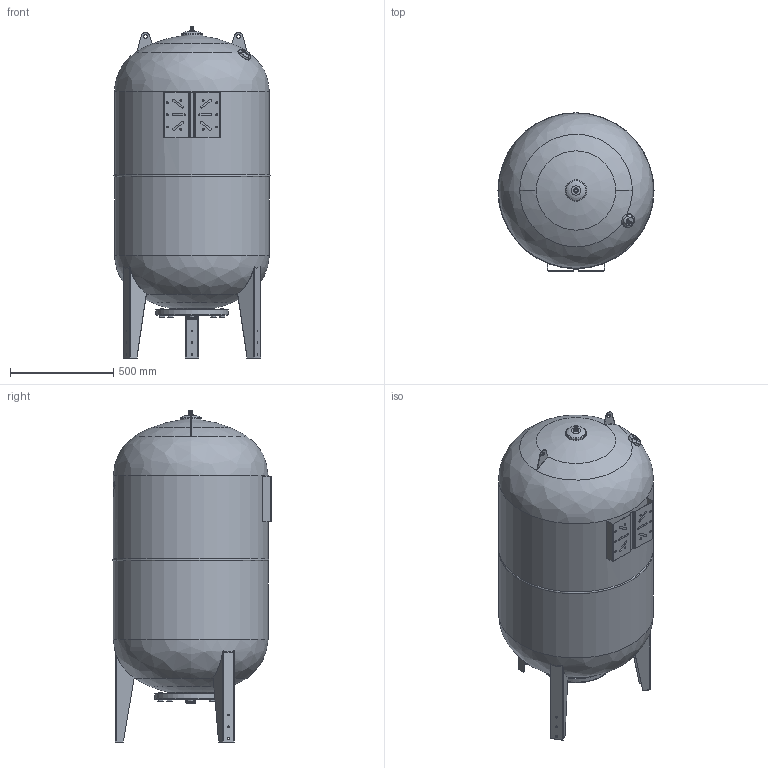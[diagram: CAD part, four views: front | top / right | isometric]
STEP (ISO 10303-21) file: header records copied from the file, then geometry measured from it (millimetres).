
FILE_DESCRIPTION(/* description */ (''),/* implementation_level */ '2;1');
FILE_NAME(/* name */ '13_ULTRA-PRO 500L V 10bar_1100050004.stp',/* time_stamp */ '2019-09-05T12:43:33+03:00',/* author */ ('shkarinov'),/* organization */ (''),/* preprocessor_version */ 'ST-DEVELOPER v16.5',/* originating_system */ 'Autodesk Inventor 2017',/* authorisation */ '');
FILE_SCHEMA (('AUTOMOTIVE_DESIGN { 1 0 10303 214 3 1 1 }'));
Length unit declared in the file: millimetre
Products named in the file (1): 13_ULTRA-PRO 500L V 10bar_1100050004
Bounding box: 756.14 x 768.63 x 1609.09 mm (x, y, z)
Volume: 495619100.9 mm3; surface area: 4435167.3 mm2
Topology: 3 solids, 4 shells, 623 faces, 1614 edges, 1050 vertices
Faces by surface type: plane 320, cylinder 206, torus 59, cone 27, bspline 8, sphere 3
Full cylindrical faces by diameter (mm): 9 x19, 15 x1, 16 x16, 18 x2, 25.02 x1, 42.667 x2, 51.2 x2, 103.79 x1, 200 x1, 340 x1, 342 x1, 350 x1, 750 x2
Entity records: 21124 total; most frequent: CARTESIAN_POINT 5836, DIRECTION 2966, ORIENTED_EDGE 2916, EDGE_CURVE 1454, AXIS2_PLACEMENT_3D 1099, VERTEX_POINT 1027, EDGE_LOOP 885, LINE 768
